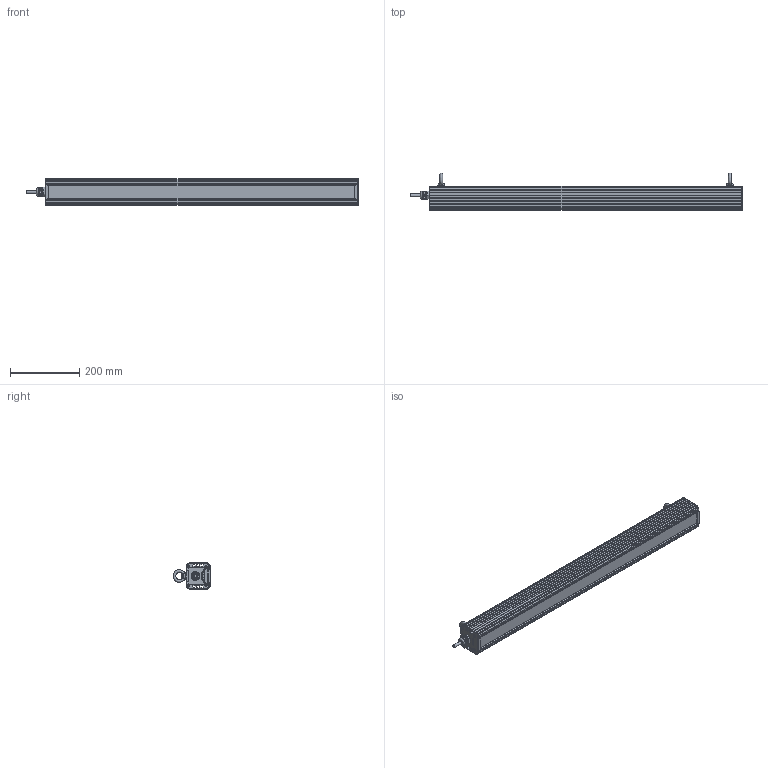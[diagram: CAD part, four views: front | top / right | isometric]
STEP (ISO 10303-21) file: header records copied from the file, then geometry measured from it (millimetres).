
FILE_DESCRIPTION(('STEP AP203'), '1');
FILE_NAME('001.0065.02.500 - ÃÑÏ Ôàâîðèò 50', '2023-06-30T08:03:56', ('Ëóêîíèí Å Ï'), ('ÎÊÁ Ñâîé Ñòèëü'), 'C3D Converter', 'C3D Toolkit', '');
FILE_SCHEMA(('CONFIG_CONTROL_DESIGN'));
Length unit declared in the file: millimetre
Products named in the file (24): 001.0065.02.500 СБ; 001.0065.02.000
Assembly tree (60 placements, depth 4):
  001.0065.02.500 СБ
    (unnamed)
      (unnamed)
      (unnamed)
      (unnamed)  x4
      (unnamed)  x4
      (unnamed)
      (unnamed)
      (unnamed)
      (unnamed)
      (unnamed)
        (unnamed)
      (unnamed)  x6
        (unnamed)
        (unnamed)
        (unnamed)
        (unnamed)
        (unnamed)
        (unnamed)
        (unnamed)
        (unnamed)
    001.0065.02.000  x2
      (unnamed)
      (unnamed)
Bounding box: 957 x 109.12 x 75.06 mm (x, y, z)
Volume: 1171694.3 mm3; surface area: 1089427.6 mm2
Topology: 218 solids, 218 shells, 2970 faces, 7699 edges, 5199 vertices
Faces by surface type: plane 2103, cylinder 701, cone 100, bspline 29, sphere 24, torus 13
Full cylindrical faces by diameter (mm): 1 x24, 1.522 x24, 3.2 x24, 3.5 x24, 4 x8, 6 x2, 8 x8, 12 x1, 12.5 x1, 16 x1, 18.5 x3, 20 x1, 23.5 x1
Entity records: 79701 total; most frequent: CARTESIAN_POINT 35881, ORIENTED_EDGE 7492, DIRECTION 6640, EDGE_CURVE 3746, VERTEX_POINT 2574, AXIS2_PLACEMENT_3D 2248, LINE 2144, VECTOR 2144
